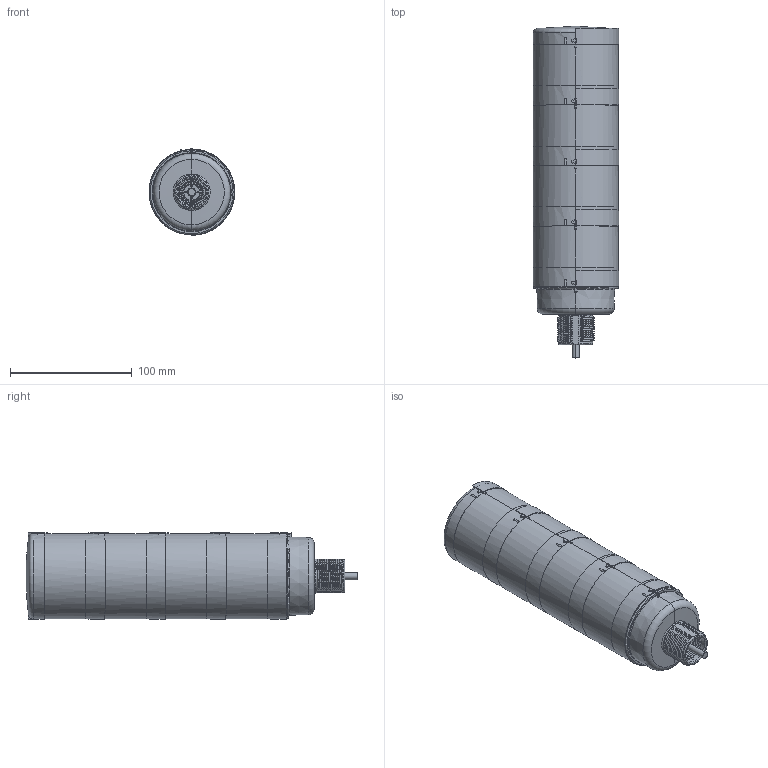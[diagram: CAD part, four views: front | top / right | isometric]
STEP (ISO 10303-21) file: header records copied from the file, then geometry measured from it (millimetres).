
FILE_DESCRIPTION((''),'2;1');
FILE_NAME('181463_ASM','2014-08-08T',('pdmadmin'),(''),'PRO/ENGINEER BY PARAMETRIC TECHNOLOGY CORPORATION, 2013230','PRO/ENGINEER BY PARAMETRIC TECHNOLOGY CORPORATION, 2013230','');
FILE_SCHEMA(('CONFIG_CONTROL_DESIGN'));
Length unit declared in the file: millimetre
Products named in the file (7): 180077; 179879; 179880; 180091; 62676; CABLE_592; 181463_ASM
Assembly tree (12 placements, depth 2):
  181463_ASM
    180077
    179879  x4
    179880  x4
    180091
    62676
    CABLE_592
Bounding box: 70.5 x 272.6 x 71.25 mm (x, y, z)
Volume: 246434.9 mm3; surface area: 177427 mm2
Topology: 12 solids, 17 shells, 2986 faces, 7121 edges, 4184 vertices
Faces by surface type: bspline 979, cylinder 767, plane 496, torus 330, cone 244, sphere 170
Entity records: 74216 total; most frequent: CARTESIAN_POINT 48862, ORIENTED_EDGE 5760, DIRECTION 4612, EDGE_CURVE 2884, AXIS2_PLACEMENT_3D 1952, VERTEX_POINT 1712, EDGE_LOOP 1272, FACE_OUTER_BOUND 1213
